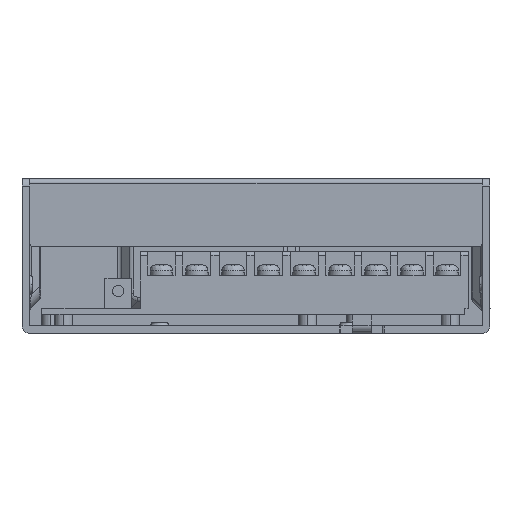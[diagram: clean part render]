
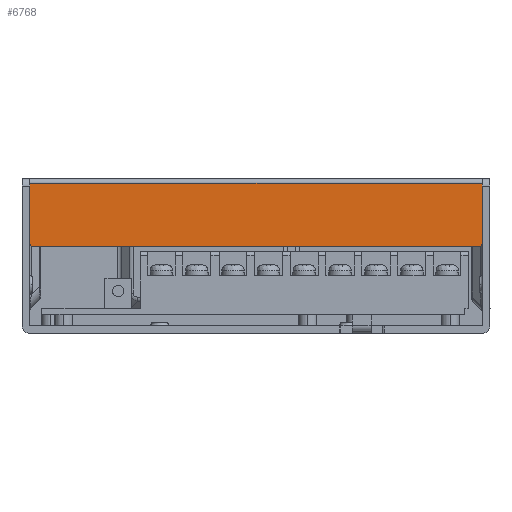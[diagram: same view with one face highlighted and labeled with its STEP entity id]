
A CAD part, left-side view. The second image highlights one B-rep face of the part: STEP entity #6768.
In plain terms, the highlighted face is planar.
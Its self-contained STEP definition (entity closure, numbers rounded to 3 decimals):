
#5652=FACE_OUTER_BOUND('',#9230,.T.);
#6768=ADVANCED_FACE('',(#5652),#7553,.T.);
#7553=PLANE('',#27020);
#9230=EDGE_LOOP('',(#14107,#14108,#14109,#14110,#14111,#14112));
#10415=CIRCLE('',#26947,1.);
#10443=CIRCLE('',#27018,1.);
#14107=ORIENTED_EDGE('',*,*,#20699,.F.);
#14108=ORIENTED_EDGE('',*,*,#20702,.T.);
#14109=ORIENTED_EDGE('',*,*,#20595,.F.);
#14110=ORIENTED_EDGE('',*,*,#20594,.F.);
#14111=ORIENTED_EDGE('',*,*,#20588,.F.);
#14112=ORIENTED_EDGE('',*,*,#20701,.F.);
#18148=VERTEX_POINT('',#38867);
#18149=VERTEX_POINT('',#38868);
#18153=VERTEX_POINT('',#38877);
#18154=VERTEX_POINT('',#38882);
#18210=VERTEX_POINT('',#39221);
#18211=VERTEX_POINT('',#39225);
#20588=EDGE_CURVE('',#18148,#18149,#22925,.T.);
#20594=EDGE_CURVE('',#18149,#18153,#10415,.T.);
#20595=EDGE_CURVE('',#18153,#18154,#22930,.T.);
#20699=EDGE_CURVE('',#18210,#18211,#22988,.T.);
#20701=EDGE_CURVE('',#18211,#18148,#10443,.T.);
#20702=EDGE_CURVE('',#18210,#18154,#22990,.T.);
#22925=LINE('',#38866,#25011);
#22930=LINE('',#38881,#25016);
#22988=LINE('',#39224,#25074);
#22990=LINE('',#39230,#25076);
#25011=VECTOR('',#31189,1.);
#25016=VECTOR('',#31202,1.);
#25074=VECTOR('',#31396,1.);
#25076=VECTOR('',#31404,1.);
#26947=AXIS2_PLACEMENT_3D('',#38879,#31198,#31199);
#27018=AXIS2_PLACEMENT_3D('',#39228,#31400,#31401);
#27020=AXIS2_PLACEMENT_3D('',#39231,#31405,#31406);
#31189=DIRECTION('',(0.,0.,1.));
#31198=DIRECTION('',(-1.,0.,0.));
#31199=DIRECTION('',(0.,-1.,0.));
#31202=DIRECTION('',(0.,1.,0.));
#31396=DIRECTION('',(0.,-1.,0.));
#31400=DIRECTION('',(-1.,0.,0.));
#31401=DIRECTION('',(0.,0.,-1.));
#31404=DIRECTION('',(0.,0.,1.));
#31405=DIRECTION('',(1.,0.,0.));
#31406=DIRECTION('',(0.,0.,1.));
#38866=CARTESIAN_POINT('',(103.6,-18.,-58.8));
#38867=CARTESIAN_POINT('',(103.6,-18.,-59.));
#38868=CARTESIAN_POINT('',(103.6,-18.,59.));
#38877=CARTESIAN_POINT('',(103.6,-17.,60.));
#38879=CARTESIAN_POINT('',(103.6,-17.,59.));
#38881=CARTESIAN_POINT('',(103.6,-17.,60.));
#38882=CARTESIAN_POINT('',(103.6,-1.2,60.));
#39221=CARTESIAN_POINT('',(103.6,-1.2,-60.));
#39224=CARTESIAN_POINT('',(103.6,-1.2,-60.));
#39225=CARTESIAN_POINT('',(103.6,-17.,-60.));
#39228=CARTESIAN_POINT('',(103.6,-17.,-59.));
#39230=CARTESIAN_POINT('',(103.6,-1.2,-59.8));
#39231=CARTESIAN_POINT('',(103.6,0.,59.8));
